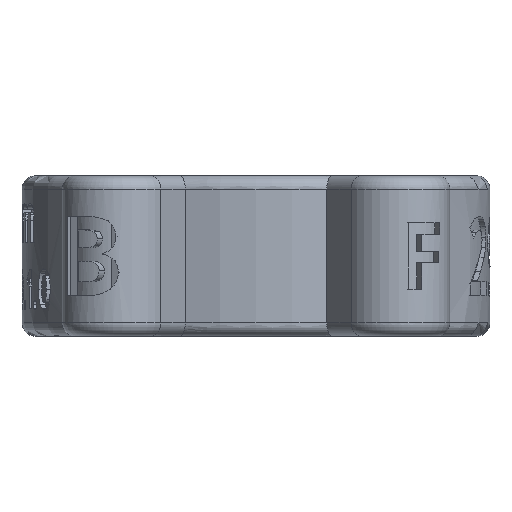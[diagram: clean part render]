
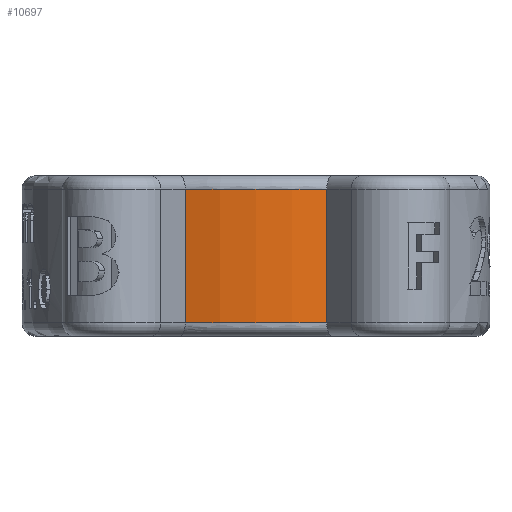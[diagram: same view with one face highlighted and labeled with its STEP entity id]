
A CAD part, front view. The second image highlights one B-rep face of the part: STEP entity #10697.
In plain terms, the highlighted cylindrical face has radius 17.5 mm (diameter 35 mm), a partial arc.
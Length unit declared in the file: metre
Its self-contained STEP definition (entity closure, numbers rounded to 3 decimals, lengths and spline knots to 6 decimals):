
#1015=CYLINDRICAL_SURFACE('',#11522,0.0175);
#1270=LINE('',#16278,#2009);
#1271=LINE('',#16283,#2010);
#2009=VECTOR('',#12598,1.);
#2010=VECTOR('',#12601,1.);
#3245=ORIENTED_EDGE('',*,*,#6530,.T.);
#3246=ORIENTED_EDGE('',*,*,#6531,.T.);
#3247=ORIENTED_EDGE('',*,*,#6532,.F.);
#3248=ORIENTED_EDGE('',*,*,#6533,.T.);
#6530=EDGE_CURVE('',#8177,#8178,#1270,.T.);
#6531=EDGE_CURVE('',#8178,#8179,#8932,.T.);
#6532=EDGE_CURVE('',#8180,#8179,#1271,.T.);
#6533=EDGE_CURVE('',#8180,#8177,#8933,.F.);
#8177=VERTEX_POINT('',#16279);
#8178=VERTEX_POINT('',#16280);
#8179=VERTEX_POINT('',#16282);
#8180=VERTEX_POINT('',#16284);
#8932=CIRCLE('',#11523,0.0175);
#8933=CIRCLE('',#11524,0.0175);
#9140=EDGE_LOOP('',(#3245,#3246,#3247,#3248));
#9824=FACE_BOUND('',#9140,.T.);
#10697=ADVANCED_FACE('',(#9824),#1015,.T.);
#11522=AXIS2_PLACEMENT_3D('',#16277,#12596,#12597);
#11523=AXIS2_PLACEMENT_3D('',#16281,#12599,#12600);
#11524=AXIS2_PLACEMENT_3D('',#16285,#12602,#12603);
#12596=DIRECTION('',(0.,0.,-1.));
#12597=DIRECTION('',(-1.,0.,0.));
#12598=DIRECTION('',(0.,0.,-1.));
#12599=DIRECTION('',(0.,0.,1.));
#12600=DIRECTION('',(1.,0.,0.));
#12601=DIRECTION('',(0.,0.,-1.));
#12602=DIRECTION('',(0.,0.,1.));
#12603=DIRECTION('',(1.,0.,0.));
#16277=CARTESIAN_POINT('',(0.,0.,0.005));
#16278=CARTESIAN_POINT('',(-0.005291,-0.016681,0.005));
#16279=CARTESIAN_POINT('',(-0.005291,-0.016681,0.005));
#16280=CARTESIAN_POINT('',(-0.005291,-0.016681,-0.005));
#16281=CARTESIAN_POINT('',(0.,0.,-0.005));
#16282=CARTESIAN_POINT('',(0.005291,-0.016681,-0.005));
#16283=CARTESIAN_POINT('',(0.005291,-0.016681,0.005));
#16284=CARTESIAN_POINT('',(0.005291,-0.016681,0.005));
#16285=CARTESIAN_POINT('',(0.,0.,0.005));
